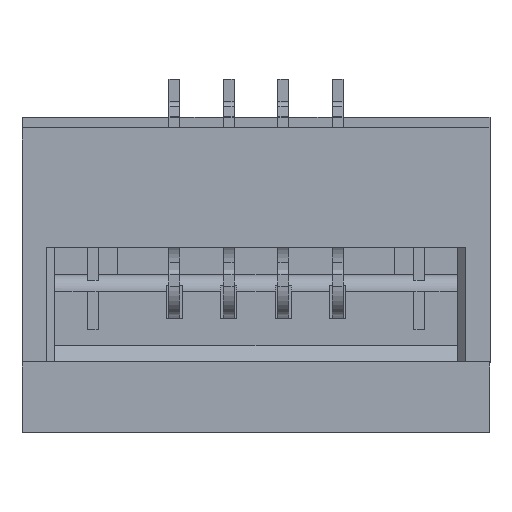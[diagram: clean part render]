
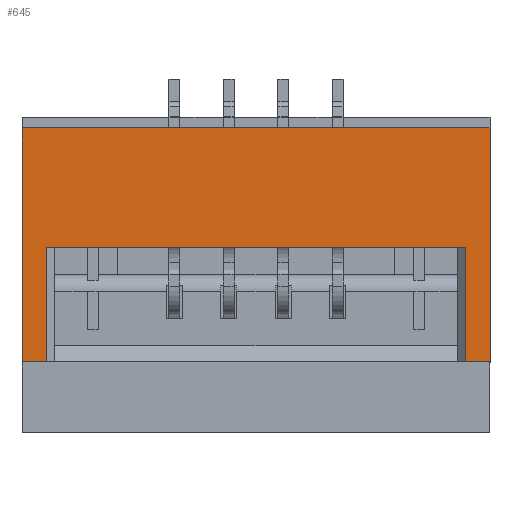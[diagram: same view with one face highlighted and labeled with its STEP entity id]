
A CAD part, top view. The second image highlights one B-rep face of the part: STEP entity #645.
In plain terms, the highlighted planar face has unit normal (0, 0, 1).
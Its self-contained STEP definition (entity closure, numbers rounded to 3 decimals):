
#645 = ADVANCED_FACE( '', ( #1287 ), #1288, .T. );
#1287 = FACE_OUTER_BOUND( '', #1970, .T. );
#1288 = PLANE( '', #1971 );
#1970 = EDGE_LOOP( '', ( #3588, #3589, #3590, #3591, #3592, #3593, #3594, #3595 ) );
#1971 = AXIS2_PLACEMENT_3D( '', #3596, #3597, #3598 );
#3588 = ORIENTED_EDGE( '', *, *, #4937, .F. );
#3589 = ORIENTED_EDGE( '', *, *, #5199, .F. );
#3590 = ORIENTED_EDGE( '', *, *, #5200, .F. );
#3591 = ORIENTED_EDGE( '', *, *, #4493, .T. );
#3592 = ORIENTED_EDGE( '', *, *, #5115, .T. );
#3593 = ORIENTED_EDGE( '', *, *, #5201, .T. );
#3594 = ORIENTED_EDGE( '', *, *, #5124, .F. );
#3595 = ORIENTED_EDGE( '', *, *, #5202, .T. );
#3596 = CARTESIAN_POINT( '', ( 4.3, -2.25, 1.1 ) );
#3597 = DIRECTION( '', ( 0., 0., 1. ) );
#3598 = DIRECTION( '', ( 1., 0., 0. ) );
#4493 = EDGE_CURVE( '', #5401, #5398, #5402, .T. );
#4937 = EDGE_CURVE( '', #6158, #6160, #6161, .T. );
#5115 = EDGE_CURVE( '', #5398, #6406, #6408, .T. );
#5124 = EDGE_CURVE( '', #6417, #6419, #6420, .T. );
#5199 = EDGE_CURVE( '', #6518, #6158, #6519, .T. );
#5200 = EDGE_CURVE( '', #5401, #6518, #6520, .T. );
#5201 = EDGE_CURVE( '', #6406, #6419, #6521, .T. );
#5202 = EDGE_CURVE( '', #6417, #6160, #6522, .T. );
#5398 = VERTEX_POINT( '', #6750 );
#5401 = VERTEX_POINT( '', #6754 );
#5402 = LINE( '', #6755, #6756 );
#6158 = VERTEX_POINT( '', #7848 );
#6160 = VERTEX_POINT( '', #7851 );
#6161 = LINE( '', #7852, #7853 );
#6406 = VERTEX_POINT( '', #8219 );
#6408 = LINE( '', #8222, #8223 );
#6417 = VERTEX_POINT( '', #8238 );
#6419 = VERTEX_POINT( '', #8241 );
#6420 = LINE( '', #8242, #8243 );
#6518 = VERTEX_POINT( '', #8389 );
#6519 = LINE( '', #8390, #8391 );
#6520 = LINE( '', #8392, #8393 );
#6521 = LINE( '', #8394, #8395 );
#6522 = LINE( '', #8396, #8397 );
#6750 = CARTESIAN_POINT( '', ( -3.85, -0.15, 1.1 ) );
#6754 = CARTESIAN_POINT( '', ( -3.85, -2.25, 1.1 ) );
#6755 = CARTESIAN_POINT( '', ( -3.85, -2.25, 1.1 ) );
#6756 = VECTOR( '', #8725, 1000. );
#7848 = CARTESIAN_POINT( '', ( -4.3, 2.05, 1.1 ) );
#7851 = CARTESIAN_POINT( '', ( 4.3, 2.05, 1.1 ) );
#7852 = CARTESIAN_POINT( '', ( -5.652, 2.05, 1.1 ) );
#7853 = VECTOR( '', #9135, 1000. );
#8219 = CARTESIAN_POINT( '', ( 3.85, -0.15, 1.1 ) );
#8222 = CARTESIAN_POINT( '', ( 2.55, -0.15, 1.1 ) );
#8223 = VECTOR( '', #9324, 1000. );
#8238 = CARTESIAN_POINT( '', ( 4.3, -2.25, 1.1 ) );
#8241 = CARTESIAN_POINT( '', ( 3.85, -2.25, 1.1 ) );
#8242 = CARTESIAN_POINT( '', ( 4.3, -2.25, 1.1 ) );
#8243 = VECTOR( '', #9332, 1000. );
#8389 = CARTESIAN_POINT( '', ( -4.3, -2.25, 1.1 ) );
#8390 = CARTESIAN_POINT( '', ( -4.3, -2.25, 1.1 ) );
#8391 = VECTOR( '', #9399, 1000. );
#8392 = CARTESIAN_POINT( '', ( 4.3, -2.25, 1.1 ) );
#8393 = VECTOR( '', #9400, 1000. );
#8394 = CARTESIAN_POINT( '', ( 3.85, -2.25, 1.1 ) );
#8395 = VECTOR( '', #9401, 1000. );
#8396 = CARTESIAN_POINT( '', ( 4.3, -2.25, 1.1 ) );
#8397 = VECTOR( '', #9402, 1000. );
#8725 = DIRECTION( '', ( 0., 1., 0. ) );
#9135 = DIRECTION( '', ( 1., 0., 0. ) );
#9324 = DIRECTION( '', ( 1., 0., 0. ) );
#9332 = DIRECTION( '', ( -1., 0., 0. ) );
#9399 = DIRECTION( '', ( 0., 1., 0. ) );
#9400 = DIRECTION( '', ( -1., 0., 0. ) );
#9401 = DIRECTION( '', ( 0., -1., 0. ) );
#9402 = DIRECTION( '', ( 0., 1., 0. ) );
